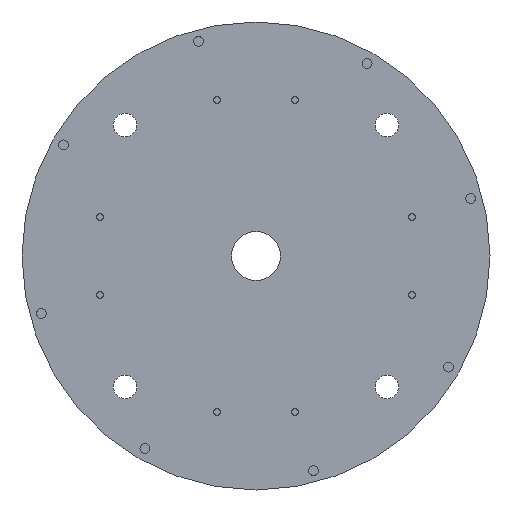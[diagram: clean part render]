
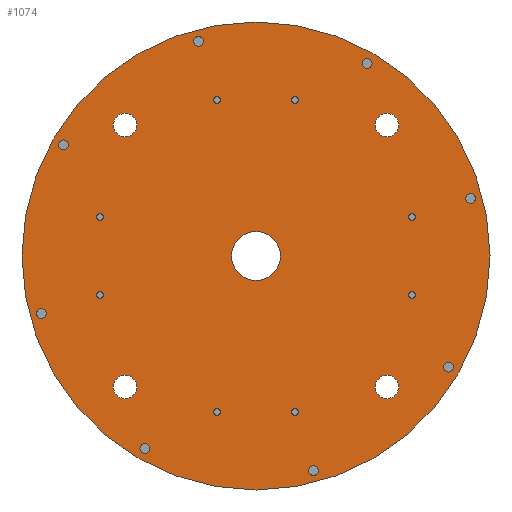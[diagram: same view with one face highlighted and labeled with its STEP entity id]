
A CAD part, front view. The second image highlights one B-rep face of the part: STEP entity #1074.
In plain terms, the highlighted planar face has unit normal (0, -1, 0).
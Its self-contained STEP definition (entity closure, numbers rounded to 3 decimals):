
#42=FACE_BOUND('',#247,.T.);
#43=FACE_BOUND('',#248,.T.);
#44=FACE_BOUND('',#249,.T.);
#45=FACE_BOUND('',#250,.T.);
#46=FACE_BOUND('',#251,.T.);
#47=FACE_BOUND('',#252,.T.);
#48=FACE_BOUND('',#253,.T.);
#49=FACE_BOUND('',#254,.T.);
#50=FACE_BOUND('',#255,.T.);
#51=FACE_BOUND('',#256,.T.);
#52=FACE_BOUND('',#257,.T.);
#53=FACE_BOUND('',#258,.T.);
#54=FACE_BOUND('',#259,.T.);
#55=FACE_BOUND('',#260,.T.);
#56=FACE_BOUND('',#261,.T.);
#57=FACE_BOUND('',#262,.T.);
#58=FACE_BOUND('',#263,.T.);
#59=FACE_BOUND('',#264,.T.);
#60=FACE_BOUND('',#265,.T.);
#61=FACE_BOUND('',#266,.T.);
#62=FACE_BOUND('',#267,.T.);
#78=PLANE('',#1233);
#133=FACE_OUTER_BOUND('',#246,.T.);
#246=EDGE_LOOP('',(#828));
#247=EDGE_LOOP('',(#829));
#248=EDGE_LOOP('',(#830));
#249=EDGE_LOOP('',(#831));
#250=EDGE_LOOP('',(#832));
#251=EDGE_LOOP('',(#833));
#252=EDGE_LOOP('',(#834));
#253=EDGE_LOOP('',(#835));
#254=EDGE_LOOP('',(#836));
#255=EDGE_LOOP('',(#837));
#256=EDGE_LOOP('',(#838));
#257=EDGE_LOOP('',(#839));
#258=EDGE_LOOP('',(#840));
#259=EDGE_LOOP('',(#841));
#260=EDGE_LOOP('',(#842));
#261=EDGE_LOOP('',(#843));
#262=EDGE_LOOP('',(#844));
#263=EDGE_LOOP('',(#845));
#264=EDGE_LOOP('',(#846));
#265=EDGE_LOOP('',(#847));
#266=EDGE_LOOP('',(#848));
#267=EDGE_LOOP('',(#849));
#416=CIRCLE('',#1156,1.65);
#418=CIRCLE('',#1160,1.65);
#420=CIRCLE('',#1164,1.65);
#422=CIRCLE('',#1168,1.65);
#424=CIRCLE('',#1172,1.65);
#426=CIRCLE('',#1176,1.65);
#428=CIRCLE('',#1180,1.65);
#430=CIRCLE('',#1184,1.65);
#442=CIRCLE('',#1208,120.);
#466=CIRCLE('',#1234,2.5);
#467=CIRCLE('',#1235,2.5);
#468=CIRCLE('',#1236,2.5);
#469=CIRCLE('',#1237,2.5);
#470=CIRCLE('',#1238,2.5);
#471=CIRCLE('',#1239,2.5);
#472=CIRCLE('',#1240,2.5);
#473=CIRCLE('',#1241,2.5);
#474=CIRCLE('',#1242,6.);
#475=CIRCLE('',#1243,6.);
#476=CIRCLE('',#1244,6.);
#477=CIRCLE('',#1245,6.);
#478=CIRCLE('',#1246,12.5);
#506=VERTEX_POINT('',#1732);
#508=VERTEX_POINT('',#1739);
#510=VERTEX_POINT('',#1746);
#512=VERTEX_POINT('',#1753);
#514=VERTEX_POINT('',#1760);
#516=VERTEX_POINT('',#1767);
#518=VERTEX_POINT('',#1774);
#520=VERTEX_POINT('',#1781);
#532=VERTEX_POINT('',#1823);
#556=VERTEX_POINT('',#1874);
#557=VERTEX_POINT('',#1876);
#558=VERTEX_POINT('',#1878);
#559=VERTEX_POINT('',#1880);
#560=VERTEX_POINT('',#1882);
#561=VERTEX_POINT('',#1884);
#562=VERTEX_POINT('',#1886);
#563=VERTEX_POINT('',#1888);
#564=VERTEX_POINT('',#1890);
#565=VERTEX_POINT('',#1892);
#566=VERTEX_POINT('',#1894);
#567=VERTEX_POINT('',#1896);
#568=VERTEX_POINT('',#1898);
#596=EDGE_CURVE('',#506,#506,#416,.T.);
#599=EDGE_CURVE('',#508,#508,#418,.T.);
#602=EDGE_CURVE('',#510,#510,#420,.T.);
#605=EDGE_CURVE('',#512,#512,#422,.T.);
#608=EDGE_CURVE('',#514,#514,#424,.T.);
#611=EDGE_CURVE('',#516,#516,#426,.T.);
#614=EDGE_CURVE('',#518,#518,#428,.T.);
#617=EDGE_CURVE('',#520,#520,#430,.T.);
#635=EDGE_CURVE('',#532,#532,#442,.T.);
#660=EDGE_CURVE('',#556,#556,#466,.T.);
#661=EDGE_CURVE('',#557,#557,#467,.T.);
#662=EDGE_CURVE('',#558,#558,#468,.T.);
#663=EDGE_CURVE('',#559,#559,#469,.T.);
#664=EDGE_CURVE('',#560,#560,#470,.T.);
#665=EDGE_CURVE('',#561,#561,#471,.T.);
#666=EDGE_CURVE('',#562,#562,#472,.T.);
#667=EDGE_CURVE('',#563,#563,#473,.T.);
#668=EDGE_CURVE('',#564,#564,#474,.T.);
#669=EDGE_CURVE('',#565,#565,#475,.T.);
#670=EDGE_CURVE('',#566,#566,#476,.T.);
#671=EDGE_CURVE('',#567,#567,#477,.T.);
#672=EDGE_CURVE('',#568,#568,#478,.F.);
#828=ORIENTED_EDGE('',*,*,#635,.F.);
#829=ORIENTED_EDGE('',*,*,#596,.T.);
#830=ORIENTED_EDGE('',*,*,#599,.T.);
#831=ORIENTED_EDGE('',*,*,#602,.T.);
#832=ORIENTED_EDGE('',*,*,#605,.T.);
#833=ORIENTED_EDGE('',*,*,#608,.T.);
#834=ORIENTED_EDGE('',*,*,#611,.T.);
#835=ORIENTED_EDGE('',*,*,#614,.T.);
#836=ORIENTED_EDGE('',*,*,#617,.T.);
#837=ORIENTED_EDGE('',*,*,#660,.F.);
#838=ORIENTED_EDGE('',*,*,#661,.F.);
#839=ORIENTED_EDGE('',*,*,#662,.F.);
#840=ORIENTED_EDGE('',*,*,#663,.F.);
#841=ORIENTED_EDGE('',*,*,#664,.F.);
#842=ORIENTED_EDGE('',*,*,#665,.F.);
#843=ORIENTED_EDGE('',*,*,#666,.F.);
#844=ORIENTED_EDGE('',*,*,#667,.F.);
#845=ORIENTED_EDGE('',*,*,#668,.F.);
#846=ORIENTED_EDGE('',*,*,#669,.F.);
#847=ORIENTED_EDGE('',*,*,#670,.F.);
#848=ORIENTED_EDGE('',*,*,#671,.F.);
#849=ORIENTED_EDGE('',*,*,#672,.F.);
#1074=ADVANCED_FACE('',(#133,#42,#43,#44,#45,#46,#47,#48,#49,#50,#51,#52,
#53,#54,#55,#56,#57,#58,#59,#60,#61,#62),#78,.F.);
#1156=AXIS2_PLACEMENT_3D('',#1733,#1335,#1336);
#1160=AXIS2_PLACEMENT_3D('',#1740,#1344,#1345);
#1164=AXIS2_PLACEMENT_3D('',#1747,#1353,#1354);
#1168=AXIS2_PLACEMENT_3D('',#1754,#1362,#1363);
#1172=AXIS2_PLACEMENT_3D('',#1761,#1371,#1372);
#1176=AXIS2_PLACEMENT_3D('',#1768,#1380,#1381);
#1180=AXIS2_PLACEMENT_3D('',#1775,#1389,#1390);
#1184=AXIS2_PLACEMENT_3D('',#1782,#1398,#1399);
#1208=AXIS2_PLACEMENT_3D('',#1824,#1452,#1453);
#1233=AXIS2_PLACEMENT_3D('',#1873,#1503,#1504);
#1234=AXIS2_PLACEMENT_3D('',#1875,#1505,#1506);
#1235=AXIS2_PLACEMENT_3D('',#1877,#1507,#1508);
#1236=AXIS2_PLACEMENT_3D('',#1879,#1509,#1510);
#1237=AXIS2_PLACEMENT_3D('',#1881,#1511,#1512);
#1238=AXIS2_PLACEMENT_3D('',#1883,#1513,#1514);
#1239=AXIS2_PLACEMENT_3D('',#1885,#1515,#1516);
#1240=AXIS2_PLACEMENT_3D('',#1887,#1517,#1518);
#1241=AXIS2_PLACEMENT_3D('',#1889,#1519,#1520);
#1242=AXIS2_PLACEMENT_3D('',#1891,#1521,#1522);
#1243=AXIS2_PLACEMENT_3D('',#1893,#1523,#1524);
#1244=AXIS2_PLACEMENT_3D('',#1895,#1525,#1526);
#1245=AXIS2_PLACEMENT_3D('',#1897,#1527,#1528);
#1246=AXIS2_PLACEMENT_3D('',#1899,#1529,#1530);
#1335=DIRECTION('center_axis',(0.,1.,0.));
#1336=DIRECTION('ref_axis',(1.,0.,0.));
#1344=DIRECTION('center_axis',(0.,1.,0.));
#1345=DIRECTION('ref_axis',(1.,0.,0.));
#1353=DIRECTION('center_axis',(0.,1.,0.));
#1354=DIRECTION('ref_axis',(1.,0.,0.));
#1362=DIRECTION('center_axis',(0.,1.,0.));
#1363=DIRECTION('ref_axis',(1.,0.,0.));
#1371=DIRECTION('center_axis',(0.,1.,0.));
#1372=DIRECTION('ref_axis',(1.,0.,0.));
#1380=DIRECTION('center_axis',(0.,1.,0.));
#1381=DIRECTION('ref_axis',(1.,0.,0.));
#1389=DIRECTION('center_axis',(0.,1.,0.));
#1390=DIRECTION('ref_axis',(1.,0.,0.));
#1398=DIRECTION('center_axis',(0.,1.,0.));
#1399=DIRECTION('ref_axis',(1.,0.,0.));
#1452=DIRECTION('center_axis',(0.,1.,0.));
#1453=DIRECTION('ref_axis',(0.,0.,1.));
#1503=DIRECTION('center_axis',(0.,1.,0.));
#1504=DIRECTION('ref_axis',(0.,0.,1.));
#1505=DIRECTION('center_axis',(0.,-1.,0.));
#1506=DIRECTION('ref_axis',(0.,0.,-1.));
#1507=DIRECTION('center_axis',(0.,-1.,0.));
#1508=DIRECTION('ref_axis',(0.,0.,-1.));
#1509=DIRECTION('center_axis',(0.,-1.,0.));
#1510=DIRECTION('ref_axis',(0.,0.,-1.));
#1511=DIRECTION('center_axis',(0.,-1.,0.));
#1512=DIRECTION('ref_axis',(0.,0.,-1.));
#1513=DIRECTION('center_axis',(0.,-1.,0.));
#1514=DIRECTION('ref_axis',(0.,0.,-1.));
#1515=DIRECTION('center_axis',(0.,-1.,0.));
#1516=DIRECTION('ref_axis',(0.,0.,-1.));
#1517=DIRECTION('center_axis',(0.,-1.,0.));
#1518=DIRECTION('ref_axis',(0.,0.,-1.));
#1519=DIRECTION('center_axis',(0.,-1.,0.));
#1520=DIRECTION('ref_axis',(0.,0.,-1.));
#1521=DIRECTION('center_axis',(0.,-1.,0.));
#1522=DIRECTION('ref_axis',(0.,0.,-1.));
#1523=DIRECTION('center_axis',(0.,-1.,0.));
#1524=DIRECTION('ref_axis',(0.,0.,-1.));
#1525=DIRECTION('center_axis',(0.,-1.,0.));
#1526=DIRECTION('ref_axis',(0.,0.,-1.));
#1527=DIRECTION('center_axis',(0.,-1.,0.));
#1528=DIRECTION('ref_axis',(0.,0.,-1.));
#1529=DIRECTION('center_axis',(0.,1.,0.));
#1530=DIRECTION('ref_axis',(0.,0.,1.));
#1732=CARTESIAN_POINT('',(18.35,0.,80.));
#1733=CARTESIAN_POINT('Origin',(20.,0.,80.));
#1739=CARTESIAN_POINT('',(-21.65,0.,-80.));
#1740=CARTESIAN_POINT('Origin',(-20.,0.,-80.));
#1746=CARTESIAN_POINT('',(18.35,0.,-80.));
#1747=CARTESIAN_POINT('Origin',(20.,0.,-80.));
#1753=CARTESIAN_POINT('',(-21.65,0.,80.));
#1754=CARTESIAN_POINT('Origin',(-20.,0.,80.));
#1760=CARTESIAN_POINT('',(78.35,0.,20.));
#1761=CARTESIAN_POINT('Origin',(80.,0.,20.));
#1767=CARTESIAN_POINT('',(-81.65,0.,-20.));
#1768=CARTESIAN_POINT('Origin',(-80.,0.,-20.));
#1774=CARTESIAN_POINT('',(78.35,0.,-20.));
#1775=CARTESIAN_POINT('Origin',(80.,0.,-20.));
#1781=CARTESIAN_POINT('',(-81.65,0.,20.));
#1782=CARTESIAN_POINT('Origin',(-80.,0.,20.));
#1823=CARTESIAN_POINT('',(0.,0.,120.));
#1824=CARTESIAN_POINT('Origin',(0.,0.,0.));
#1873=CARTESIAN_POINT('Origin',(0.,0.,0.));
#1874=CARTESIAN_POINT('',(-29.505,0.,112.616));
#1875=CARTESIAN_POINT('Origin',(-29.505,0.,110.116));
#1876=CARTESIAN_POINT('',(57.,0.,101.227));
#1877=CARTESIAN_POINT('Origin',(57.,0.,98.727));
#1878=CARTESIAN_POINT('',(110.116,0.,32.005));
#1879=CARTESIAN_POINT('Origin',(110.116,0.,29.505));
#1880=CARTESIAN_POINT('',(98.727,0.,-54.5));
#1881=CARTESIAN_POINT('Origin',(98.727,0.,-57.));
#1882=CARTESIAN_POINT('',(29.505,0.,-107.616));
#1883=CARTESIAN_POINT('Origin',(29.505,0.,-110.116));
#1884=CARTESIAN_POINT('',(-57.,0.,-96.227));
#1885=CARTESIAN_POINT('Origin',(-57.,0.,-98.727));
#1886=CARTESIAN_POINT('',(-110.116,0.,-27.005));
#1887=CARTESIAN_POINT('Origin',(-110.116,0.,-29.505));
#1888=CARTESIAN_POINT('',(-98.727,0.,59.5));
#1889=CARTESIAN_POINT('Origin',(-98.727,0.,57.));
#1890=CARTESIAN_POINT('',(-67.175,0.,-61.175));
#1891=CARTESIAN_POINT('Origin',(-67.175,0.,-67.175));
#1892=CARTESIAN_POINT('',(67.175,0.,-61.175));
#1893=CARTESIAN_POINT('Origin',(67.175,0.,-67.175));
#1894=CARTESIAN_POINT('',(67.175,0.,73.175));
#1895=CARTESIAN_POINT('Origin',(67.175,0.,67.175));
#1896=CARTESIAN_POINT('',(-67.175,0.,73.175));
#1897=CARTESIAN_POINT('Origin',(-67.175,0.,67.175));
#1898=CARTESIAN_POINT('',(0.,0.,-12.5));
#1899=CARTESIAN_POINT('Origin',(0.,0.,0.));
